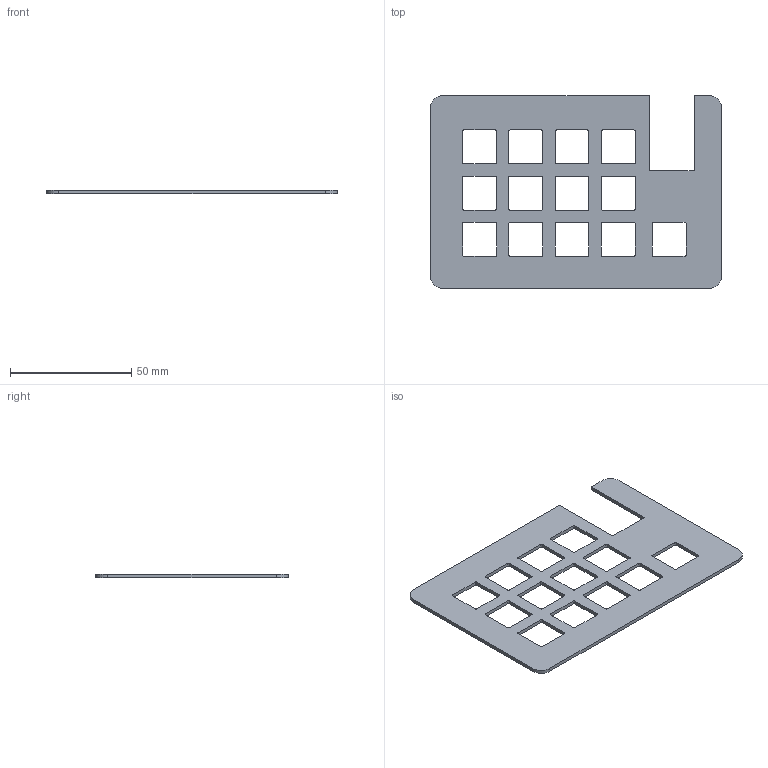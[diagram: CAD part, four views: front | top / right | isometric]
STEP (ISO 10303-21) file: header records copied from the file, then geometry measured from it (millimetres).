
FILE_DESCRIPTION(/* description */ (''),/* implementation_level */ '2;1');
FILE_NAME(/* name */ 'top.step',/* time_stamp */ '2025-05-30T01:32:19-07:00',/* author */ (''),/* organization */ (''),/* preprocessor_version */ 'ST-DEVELOPER v20.1',/* originating_system */ 'Autodesk Translation Framework v14.10.0.0',/* authorisation */ '');
FILE_SCHEMA (('AUTOMOTIVE_DESIGN { 1 0 10303 214 3 1 1 }'));
Length unit declared in the file: millimetre
Products named in the file (1): 2025-05-29-00-08-38-902
Bounding box: 119.96 x 79.53 x 1.5 mm (x, y, z)
Volume: 9600.9 mm3; surface area: 14555 mm2
Topology: 1 solids, 1 shells, 118 faces, 348 edges, 232 vertices
Faces by surface type: plane 62, cylinder 56
Entity records: 4049 total; most frequent: CARTESIAN_POINT 699, DIRECTION 698, ORIENTED_EDGE 696, EDGE_CURVE 348, LINE 236, VECTOR 236, VERTEX_POINT 232, AXIS2_PLACEMENT_3D 231
